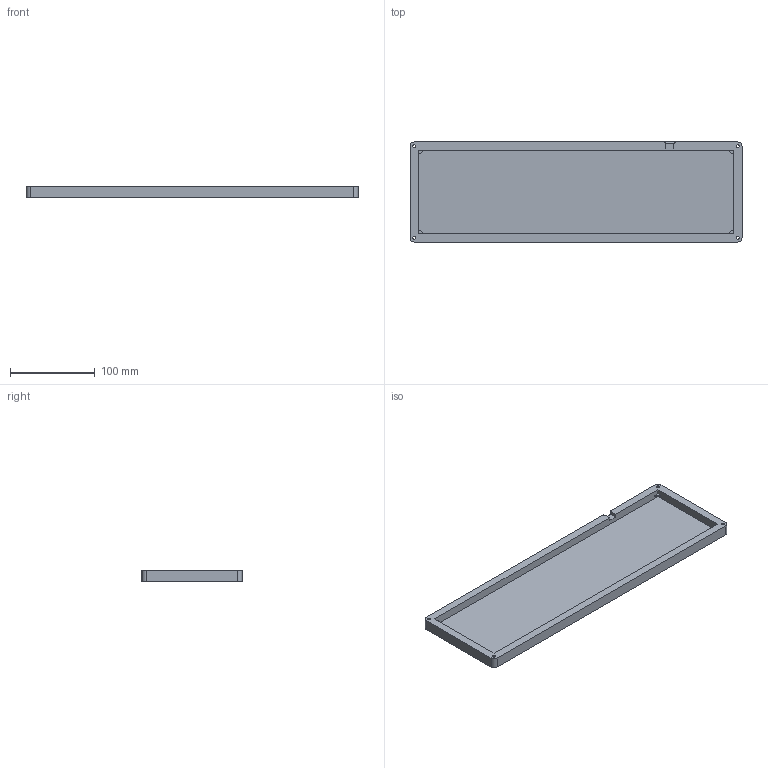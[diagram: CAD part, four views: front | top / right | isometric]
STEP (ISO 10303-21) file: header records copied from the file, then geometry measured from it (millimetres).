
FILE_DESCRIPTION(/* description */ ('STEP AP242','CAx-IF Rec.Pracs.---Representation and Presentation of Product Manufacturing Information (PMI)---4.0---2014-10-13','CAx-IF Rec.Pracs.---3D Tessellated Geometry---0.4---2014-09-14','2;1'),/* implementation_level */ '2;1');
FILE_NAME(/* name */ '6859cb5c6e94a806f03b0e4f',/* time_stamp */ '2025-06-23T21:47:09Z',/* author */ (''),/* organization */ (''),/* preprocessor_version */ 'ST-DEVELOPER v20',/* originating_system */ 'ONSHAPE BY PTC INC, 1.199',/* authorisation */ ' ');
FILE_SCHEMA (('AP242_MANAGED_MODEL_BASED_3D_ENGINEERING_MIM_LF { 1 0 10303 442 1 1 4 }'));
Length unit declared in the file: metre
Products named in the file (1): bottom
Bounding box: 391.6 x 118.05 x 13 mm (x, y, z)
Volume: 230640.3 mm3; surface area: 115694.4 mm2
Topology: 1 solids, 1 shells, 45 faces, 115 edges, 76 vertices
Faces by surface type: plane 26, cylinder 19
Full cylindrical faces by diameter (mm): 3.4 x4, 6 x4
Entity records: 1367 total; most frequent: DIRECTION 235, CARTESIAN_POINT 229, ORIENTED_EDGE 214, EDGE_CURVE 107, AXIS2_PLACEMENT_3D 82, VERTEX_POINT 76, LINE 71, VECTOR 71
